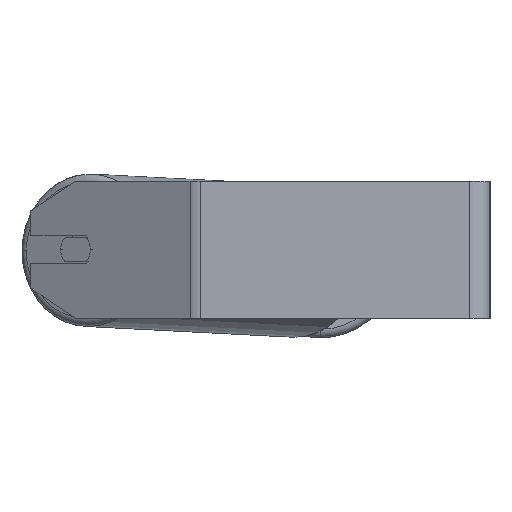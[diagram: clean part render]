
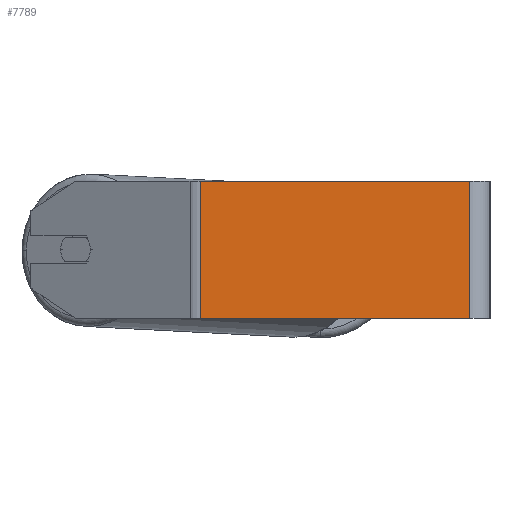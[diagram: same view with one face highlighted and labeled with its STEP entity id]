
A CAD part, left-side view. The second image highlights one B-rep face of the part: STEP entity #7789.
In plain terms, the highlighted planar face has unit normal (-1, 0, 0).
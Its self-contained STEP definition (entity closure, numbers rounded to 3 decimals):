
#756 = AXIS2_PLACEMENT_3D ( 'NONE', #2392, #5057, #7754 ) ;
#866 = DIRECTION ( 'NONE',  ( 0., 0., -1. ) ) ;
#900 = VERTEX_POINT ( 'NONE', #8480 ) ;
#1432 = CARTESIAN_POINT ( 'NONE',  ( -430., 172.169, -40. ) ) ;
#1843 = VERTEX_POINT ( 'NONE', #2954 ) ;
#1879 = DIRECTION ( 'NONE',  ( 0., 0., -1. ) ) ;
#1971 = EDGE_CURVE ( 'NONE', #4199, #4872, #4514, .T. ) ;
#2122 = LINE ( 'NONE', #8257, #6965 ) ;
#2142 = EDGE_CURVE ( 'NONE', #1843, #900, #2122, .T. ) ;
#2257 = FACE_OUTER_BOUND ( 'NONE', #5225, .T. ) ;
#2392 = CARTESIAN_POINT ( 'NONE',  ( -430., 172.169, 40. ) ) ;
#2480 = ORIENTED_EDGE ( 'NONE', *, *, #1971, .T. ) ;
#2629 = DIRECTION ( 'NONE',  ( 0., -1., 0. ) ) ;
#2954 = CARTESIAN_POINT ( 'NONE',  ( -430., 12., 40. ) ) ;
#3049 = VECTOR ( 'NONE', #1879, 1000. ) ;
#3211 = ORIENTED_EDGE ( 'NONE', *, *, #6590, .T. ) ;
#3418 = VECTOR ( 'NONE', #2629, 1000. ) ;
#4085 = DIRECTION ( 'NONE',  ( 0., -1., 0. ) ) ;
#4199 = VERTEX_POINT ( 'NONE', #7215 ) ;
#4244 = VECTOR ( 'NONE', #4085, 1000. ) ;
#4514 = LINE ( 'NONE', #7191, #3049 ) ;
#4729 = LINE ( 'NONE', #7906, #3418 ) ;
#4872 = VERTEX_POINT ( 'NONE', #7619 ) ;
#4985 = EDGE_CURVE ( 'NONE', #4199, #1843, #4729, .T. ) ;
#5057 = DIRECTION ( 'NONE',  ( 1., 0., 0. ) ) ;
#5225 = EDGE_LOOP ( 'NONE', ( #3211, #6412, #7961, #2480 ) ) ;
#6412 = ORIENTED_EDGE ( 'NONE', *, *, #2142, .F. ) ;
#6590 = EDGE_CURVE ( 'NONE', #4872, #900, #7380, .T. ) ;
#6965 = VECTOR ( 'NONE', #866, 1000. ) ;
#7006 = PLANE ( 'NONE',  #756 ) ;
#7191 = CARTESIAN_POINT ( 'NONE',  ( -430., 168.954, 40. ) ) ;
#7215 = CARTESIAN_POINT ( 'NONE',  ( -430., 168.954, 40. ) ) ;
#7380 = LINE ( 'NONE', #1432, #4244 ) ;
#7619 = CARTESIAN_POINT ( 'NONE',  ( -430., 168.954, -40. ) ) ;
#7754 = DIRECTION ( 'NONE',  ( 0., 0., -1. ) ) ;
#7789 = ADVANCED_FACE ( 'NONE', ( #2257 ), #7006, .F. ) ;
#7906 = CARTESIAN_POINT ( 'NONE',  ( -430., 172.169, 40. ) ) ;
#7961 = ORIENTED_EDGE ( 'NONE', *, *, #4985, .F. ) ;
#8257 = CARTESIAN_POINT ( 'NONE',  ( -430., 12., 40. ) ) ;
#8480 = CARTESIAN_POINT ( 'NONE',  ( -430., 12., -40. ) ) ;
